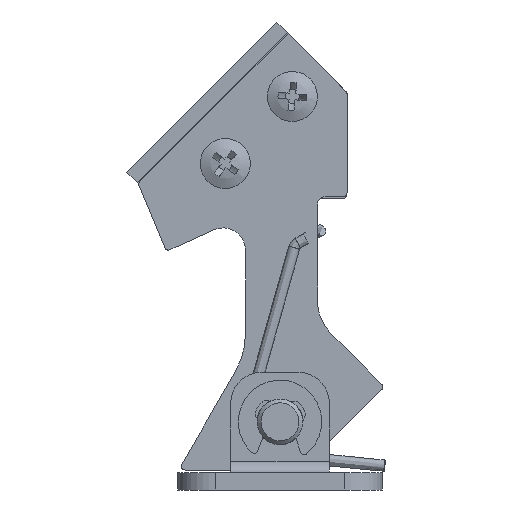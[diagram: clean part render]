
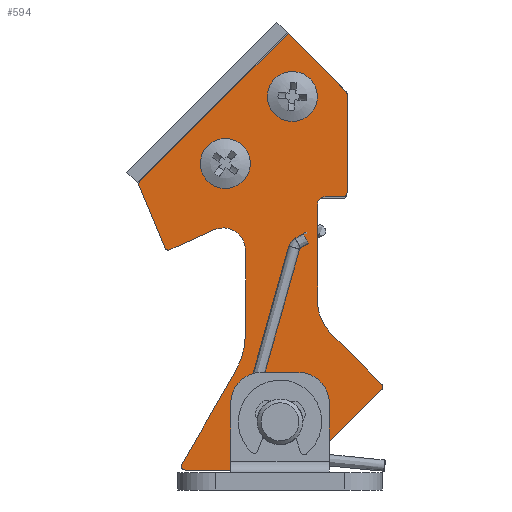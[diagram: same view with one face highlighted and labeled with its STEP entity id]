
A CAD part, left-side view. The second image highlights one B-rep face of the part: STEP entity #594.
In plain terms, the highlighted planar face has unit normal (-1, 0, 0).
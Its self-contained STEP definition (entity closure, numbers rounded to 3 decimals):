
#594=ADVANCED_FACE('',(#1375,#1376,#1377,#1378),#1379,.T.);
#1375=FACE_BOUND('',#3751,.T.);
#1376=FACE_OUTER_BOUND('',#3752,.T.);
#1377=FACE_BOUND('',#3753,.T.);
#1378=FACE_BOUND('',#3754,.T.);
#1379=PLANE('',#3755);
#3751=EDGE_LOOP('',(#10361));
#3752=EDGE_LOOP('',(#10362,#10363,#10364,#10365,#10366,#10367,#10368,#10369,#10370,#10371,#10372,#10373,#10374,#10375,#10376,#10377,#10378,#10379,#10380,#10381,#10382,#10383,#10384));
#3753=EDGE_LOOP('',(#10385));
#3754=EDGE_LOOP('',(#10386));
#3755=AXIS2_PLACEMENT_3D('',#10387,#10388,#10389);
#10361=ORIENTED_EDGE('',*,*,#14682,.T.);
#10362=ORIENTED_EDGE('',*,*,#14683,.F.);
#10363=ORIENTED_EDGE('',*,*,#14684,.T.);
#10364=ORIENTED_EDGE('',*,*,#14685,.F.);
#10365=ORIENTED_EDGE('',*,*,#14686,.F.);
#10366=ORIENTED_EDGE('',*,*,#14687,.T.);
#10367=ORIENTED_EDGE('',*,*,#14688,.F.);
#10368=ORIENTED_EDGE('',*,*,#14573,.T.);
#10369=ORIENTED_EDGE('',*,*,#14689,.F.);
#10370=ORIENTED_EDGE('',*,*,#14690,.T.);
#10371=ORIENTED_EDGE('',*,*,#14691,.F.);
#10372=ORIENTED_EDGE('',*,*,#14692,.T.);
#10373=ORIENTED_EDGE('',*,*,#14693,.F.);
#10374=ORIENTED_EDGE('',*,*,#14694,.T.);
#10375=ORIENTED_EDGE('',*,*,#14695,.F.);
#10376=ORIENTED_EDGE('',*,*,#14696,.T.);
#10377=ORIENTED_EDGE('',*,*,#14697,.F.);
#10378=ORIENTED_EDGE('',*,*,#14698,.T.);
#10379=ORIENTED_EDGE('',*,*,#14699,.F.);
#10380=ORIENTED_EDGE('',*,*,#14700,.T.);
#10381=ORIENTED_EDGE('',*,*,#14701,.F.);
#10382=ORIENTED_EDGE('',*,*,#14702,.T.);
#10383=ORIENTED_EDGE('',*,*,#14703,.F.);
#10384=ORIENTED_EDGE('',*,*,#14704,.T.);
#10385=ORIENTED_EDGE('',*,*,#14705,.T.);
#10386=ORIENTED_EDGE('',*,*,#14256,.T.);
#10387=CARTESIAN_POINT('',(-11.05,14.991,29.186));
#10388=DIRECTION('',(-1.0,-0.0,0.0));
#10389=DIRECTION('',(0.0,-0.707,-0.707));
#14256=EDGE_CURVE('',#16366,#16366,#16367,.F.);
#14573=EDGE_CURVE('',#16974,#16972,#16975,.T.);
#14682=EDGE_CURVE('',#17158,#17158,#17159,.F.);
#14683=EDGE_CURVE('',#17160,#17161,#17162,.T.);
#14684=EDGE_CURVE('',#17160,#17163,#17164,.T.);
#14685=EDGE_CURVE('',#17165,#17163,#17166,.T.);
#14686=EDGE_CURVE('',#17167,#17165,#17168,.T.);
#14687=EDGE_CURVE('',#17167,#17169,#17170,.T.);
#14688=EDGE_CURVE('',#16974,#17169,#17171,.T.);
#14689=EDGE_CURVE('',#17172,#16972,#17173,.T.);
#14690=EDGE_CURVE('',#17172,#17174,#17175,.F.);
#14691=EDGE_CURVE('',#17176,#17174,#17177,.T.);
#14692=EDGE_CURVE('',#17176,#17178,#17179,.F.);
#14693=EDGE_CURVE('',#17180,#17178,#17181,.T.);
#14694=EDGE_CURVE('',#17180,#17182,#17183,.T.);
#14695=EDGE_CURVE('',#17184,#17182,#17185,.T.);
#14696=EDGE_CURVE('',#17184,#17186,#17187,.T.);
#14697=EDGE_CURVE('',#17188,#17186,#17189,.T.);
#14698=EDGE_CURVE('',#17188,#17190,#17191,.T.);
#14699=EDGE_CURVE('',#17192,#17190,#17193,.T.);
#14700=EDGE_CURVE('',#17192,#17194,#17195,.F.);
#14701=EDGE_CURVE('',#17196,#17194,#17197,.T.);
#14702=EDGE_CURVE('',#17196,#17198,#17199,.F.);
#14703=EDGE_CURVE('',#17200,#17198,#17201,.T.);
#14704=EDGE_CURVE('',#17200,#17161,#17202,.T.);
#14705=EDGE_CURVE('',#17203,#17203,#17204,.F.);
#16366=VERTEX_POINT('',#19932);
#16367=CIRCLE('',#19933,3.05);
#16972=VERTEX_POINT('',#21560);
#16974=VERTEX_POINT('',#21563);
#16975=CIRCLE('',#21564,0.5);
#17158=VERTEX_POINT('',#21846);
#17159=CIRCLE('',#21847,2.05);
#17160=VERTEX_POINT('',#21848);
#17161=VERTEX_POINT('',#21849);
#17162=LINE('',#21850,#21851);
#17163=VERTEX_POINT('',#21852);
#17164=CIRCLE('',#21853,0.5);
#17165=VERTEX_POINT('',#21854);
#17166=LINE('',#21855,#21856);
#17167=VERTEX_POINT('',#21857);
#17168=LINE('',#21858,#21859);
#17169=VERTEX_POINT('',#21860);
#17170=CIRCLE('',#21861,0.5);
#17171=LINE('',#21862,#21863);
#17172=VERTEX_POINT('',#21864);
#17173=LINE('',#21865,#21866);
#17174=VERTEX_POINT('',#21867);
#17175=CIRCLE('',#21868,3.0);
#17176=VERTEX_POINT('',#21869);
#17177=LINE('',#21870,#21871);
#17178=VERTEX_POINT('',#21872);
#17179=CIRCLE('',#21873,10.0);
#17180=VERTEX_POINT('',#21874);
#17181=LINE('',#21875,#21876);
#17182=VERTEX_POINT('',#21877);
#17183=CIRCLE('',#21878,0.5);
#17184=VERTEX_POINT('',#21879);
#17185=LINE('',#21880,#21881);
#17186=VERTEX_POINT('',#21882);
#17187=CIRCLE('',#21883,5.0);
#17188=VERTEX_POINT('',#21884);
#17189=LINE('',#21885,#21886);
#17190=VERTEX_POINT('',#21887);
#17191=CIRCLE('',#21888,0.5);
#17192=VERTEX_POINT('',#21889);
#17193=LINE('',#21890,#21891);
#17194=VERTEX_POINT('',#21892);
#17195=CIRCLE('',#21893,6.0);
#17196=VERTEX_POINT('',#21894);
#17197=LINE('',#21895,#21896);
#17198=VERTEX_POINT('',#21897);
#17199=CIRCLE('',#21898,1.0);
#17200=VERTEX_POINT('',#21899);
#17201=LINE('',#21900,#21901);
#17202=CIRCLE('',#21902,0.5);
#17203=VERTEX_POINT('',#21903);
#17204=CIRCLE('',#21904,2.05);
#19932=CARTESIAN_POINT('',(-11.05,2.157,4.543));
#19933=AXIS2_PLACEMENT_3D('',#27381,#27382,#27383);
#21560=CARTESIAN_POINT('',(-11.05,14.521,29.4));
#21563=CARTESIAN_POINT('',(-11.05,15.19,29.663));
#21564=AXIS2_PLACEMENT_3D('',#27494,#27495,#27496);
#21846=CARTESIAN_POINT('',(-11.05,8.662,39.333));
#21847=AXIS2_PLACEMENT_3D('',#27611,#27612,#27613);
#21848=CARTESIAN_POINT('',(-11.05,-8.839,49.98));
#21849=CARTESIAN_POINT('',(-11.05,-8.839,36.898));
#21850=CARTESIAN_POINT('',(-11.05,-8.839,50.187));
#21851=VECTOR('',#27614,1.0);
#21852=CARTESIAN_POINT('',(-11.05,-8.692,50.334));
#21853=AXIS2_PLACEMENT_3D('',#27615,#27616,#27617);
#21854=CARTESIAN_POINT('',(-11.05,-1.061,57.965));
#21855=CARTESIAN_POINT('',(-11.05,-1.061,57.965));
#21856=VECTOR('',#27618,1.0);
#21857=CARTESIAN_POINT('',(-11.05,18.501,38.403));
#21858=CARTESIAN_POINT('',(-11.05,18.738,38.166));
#21859=VECTOR('',#27619,1.0);
#21860=CARTESIAN_POINT('',(-11.05,18.609,37.857));
#21861=AXIS2_PLACEMENT_3D('',#27620,#27621,#27622);
#21862=CARTESIAN_POINT('',(-11.05,14.991,29.186));
#21863=VECTOR('',#27623,1.0);
#21864=CARTESIAN_POINT('',(-11.05,8.794,32.01));
#21865=CARTESIAN_POINT('',(-11.05,4.55,33.944));
#21866=VECTOR('',#27624,1.0);
#21867=CARTESIAN_POINT('',(-11.05,4.55,29.28));
#21868=AXIS2_PLACEMENT_3D('',#27625,#27626,#27627);
#21869=CARTESIAN_POINT('',(-11.05,4.55,18.331));
#21870=CARTESIAN_POINT('',(-11.05,4.55,15.651));
#21871=VECTOR('',#27628,1.0);
#21872=CARTESIAN_POINT('',(-11.05,5.89,13.331));
#21873=AXIS2_PLACEMENT_3D('',#27629,#27630,#27631);
#21874=CARTESIAN_POINT('',(-11.05,12.96,1.086));
#21875=CARTESIAN_POINT('',(-11.05,13.393,0.336));
#21876=VECTOR('',#27632,1.0);
#21877=CARTESIAN_POINT('',(-11.05,12.527,0.336));
#21878=AXIS2_PLACEMENT_3D('',#27633,#27634,#27635);
#21879=CARTESIAN_POINT('',(-11.05,-0.757,0.336));
#21880=CARTESIAN_POINT('',(-11.05,-2.828,0.336));
#21881=VECTOR('',#27636,1.0);
#21882=CARTESIAN_POINT('',(-11.05,-4.293,1.801));
#21883=AXIS2_PLACEMENT_3D('',#27637,#27638,#27639);
#21884=CARTESIAN_POINT('',(-11.05,-13.435,10.943));
#21885=CARTESIAN_POINT('',(-11.05,-13.789,11.296));
#21886=VECTOR('',#27640,1.0);
#21887=CARTESIAN_POINT('',(-11.05,-13.435,11.65));
#21888=AXIS2_PLACEMENT_3D('',#27641,#27642,#27643);
#21889=CARTESIAN_POINT('',(-11.05,-6.707,18.378));
#21890=CARTESIAN_POINT('',(-11.05,-4.95,20.135));
#21891=VECTOR('',#27644,1.0);
#21892=CARTESIAN_POINT('',(-11.05,-4.95,22.62));
#21893=AXIS2_PLACEMENT_3D('',#27645,#27646,#27647);
#21894=CARTESIAN_POINT('',(-11.05,-4.95,35.398));
#21895=CARTESIAN_POINT('',(-11.05,-4.95,36.398));
#21896=VECTOR('',#27648,1.0);
#21897=CARTESIAN_POINT('',(-11.05,-5.95,36.398));
#21898=AXIS2_PLACEMENT_3D('',#27649,#27650,#27651);
#21899=CARTESIAN_POINT('',(-11.05,-8.339,36.398));
#21900=CARTESIAN_POINT('',(-11.05,-8.839,36.398));
#21901=VECTOR('',#27652,1.0);
#21902=AXIS2_PLACEMENT_3D('',#27653,#27654,#27655);
#21903=CARTESIAN_POINT('',(-11.05,-0.177,48.172));
#21904=AXIS2_PLACEMENT_3D('',#27656,#27657,#27658);
#27381=CARTESIAN_POINT('',(-11.05,0.,6.7));
#27382=DIRECTION('',(-1.0,0.0,0.0));
#27383=DIRECTION('',(0.0,0.707,-0.707));
#27494=CARTESIAN_POINT('',(-11.05,14.728,29.855));
#27495=DIRECTION('',(-1.0,0.0,0.0));
#27496=DIRECTION('',(0.0,0.707,-0.707));
#27611=CARTESIAN_POINT('',(-11.05,7.212,40.783));
#27612=DIRECTION('',(-1.0,0.0,0.0));
#27613=DIRECTION('',(0.0,0.707,-0.707));
#27614=DIRECTION('',(0.0,0.,-1.0));
#27615=CARTESIAN_POINT('',(-11.05,-8.339,49.98));
#27616=DIRECTION('',(-1.0,0.0,0.0));
#27617=DIRECTION('',(0.0,0.707,-0.707));
#27618=DIRECTION('',(0.0,-0.707,-0.707));
#27619=DIRECTION('',(0.0,-0.707,0.707));
#27620=CARTESIAN_POINT('',(-11.05,18.148,38.05));
#27621=DIRECTION('',(-1.0,0.0,0.0));
#27622=DIRECTION('',(0.0,0.707,-0.707));
#27623=DIRECTION('',(0.0,0.385,0.923));
#27624=DIRECTION('',(0.0,0.91,-0.415));
#27625=CARTESIAN_POINT('',(-11.05,7.55,29.28));
#27626=DIRECTION('',(-1.0,0.0,0.0));
#27627=DIRECTION('',(0.0,0.707,-0.707));
#27628=DIRECTION('',(0.0,0.,1.0));
#27629=CARTESIAN_POINT('',(-11.05,14.55,18.331));
#27630=DIRECTION('',(-1.0,0.0,0.0));
#27631=DIRECTION('',(0.0,0.707,-0.707));
#27632=DIRECTION('',(0.0,-0.5,0.866));
#27633=CARTESIAN_POINT('',(-11.05,12.527,0.836));
#27634=DIRECTION('',(-1.0,0.0,0.0));
#27635=DIRECTION('',(0.0,0.707,-0.707));
#27636=DIRECTION('',(0.0,1.0,0.));
#27637=CARTESIAN_POINT('',(-11.05,-0.757,5.336));
#27638=DIRECTION('',(-1.0,0.0,0.0));
#27639=DIRECTION('',(0.0,0.707,-0.707));
#27640=DIRECTION('',(0.0,0.707,-0.707));
#27641=CARTESIAN_POINT('',(-11.05,-13.081,11.296));
#27642=DIRECTION('',(-1.0,0.0,0.0));
#27643=DIRECTION('',(0.0,0.707,-0.707));
#27644=DIRECTION('',(0.0,-0.707,-0.707));
#27645=CARTESIAN_POINT('',(-11.05,-10.95,22.62));
#27646=DIRECTION('',(-1.0,0.0,0.0));
#27647=DIRECTION('',(0.0,0.707,-0.707));
#27648=DIRECTION('',(0.0,0.,-1.0));
#27649=CARTESIAN_POINT('',(-11.05,-5.95,35.398));
#27650=DIRECTION('',(-1.0,0.0,0.0));
#27651=DIRECTION('',(0.0,0.707,-0.707));
#27652=DIRECTION('',(0.0,1.0,0.));
#27653=CARTESIAN_POINT('',(-11.05,-8.339,36.898));
#27654=DIRECTION('',(-1.0,0.0,0.0));
#27655=DIRECTION('',(0.0,0.707,-0.707));
#27656=CARTESIAN_POINT('',(-11.05,-1.626,49.621));
#27657=DIRECTION('',(-1.0,0.0,0.0));
#27658=DIRECTION('',(0.0,0.707,-0.707));
